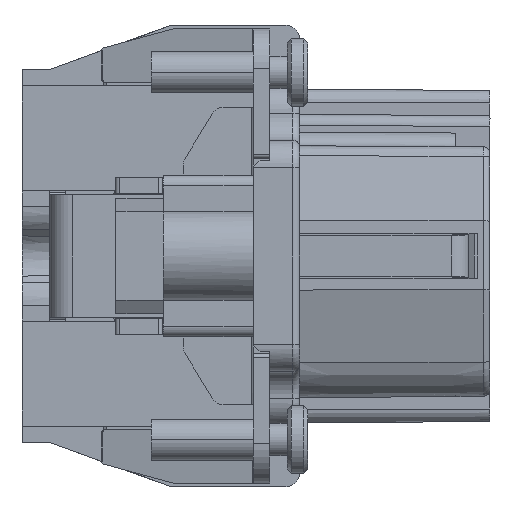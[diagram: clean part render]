
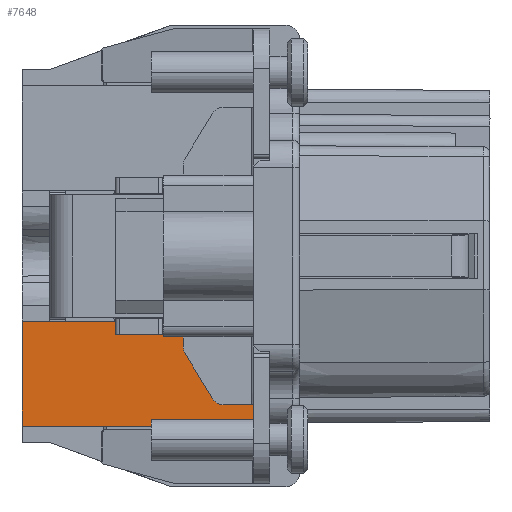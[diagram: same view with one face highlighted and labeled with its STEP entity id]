
A CAD part, left-side view. The second image highlights one B-rep face of the part: STEP entity #7648.
In plain terms, the highlighted planar face has unit normal (-1, 0, 0).
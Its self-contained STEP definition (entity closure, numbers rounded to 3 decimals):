
#7648=ADVANCED_FACE('',(#13821),#10628,.F.);
#10628=PLANE('',#75182);
#13821=FACE_OUTER_BOUND('',#17484,.T.);
#17484=EDGE_LOOP('',(#33391,#33392,#33393,#33394,#33395,#33396,#33397,#33398));
#33391=ORIENTED_EDGE('',*,*,#54936,.F.);
#33392=ORIENTED_EDGE('',*,*,#54978,.F.);
#33393=ORIENTED_EDGE('',*,*,#55002,.F.);
#33394=ORIENTED_EDGE('',*,*,#55003,.F.);
#33395=ORIENTED_EDGE('',*,*,#55004,.T.);
#33396=ORIENTED_EDGE('',*,*,#54861,.T.);
#33397=ORIENTED_EDGE('',*,*,#55005,.T.);
#33398=ORIENTED_EDGE('',*,*,#54930,.T.);
#45190=VERTEX_POINT('',#117122);
#45191=VERTEX_POINT('',#117124);
#45245=VERTEX_POINT('',#117275);
#45246=VERTEX_POINT('',#117277);
#45248=VERTEX_POINT('',#117285);
#45280=VERTEX_POINT('',#117370);
#45292=VERTEX_POINT('',#117421);
#45293=VERTEX_POINT('',#117423);
#54861=EDGE_CURVE('',#45191,#45190,#63211,.T.);
#54930=EDGE_CURVE('',#45246,#45245,#63265,.T.);
#54936=EDGE_CURVE('',#45248,#45245,#63271,.T.);
#54978=EDGE_CURVE('',#45280,#45248,#63307,.T.);
#55002=EDGE_CURVE('',#45292,#45280,#63328,.T.);
#55003=EDGE_CURVE('',#45293,#45292,#63329,.T.);
#55004=EDGE_CURVE('',#45293,#45191,#63330,.T.);
#55005=EDGE_CURVE('',#45190,#45246,#63331,.T.);
#63211=LINE('',#117123,#70555);
#63265=LINE('',#117276,#70609);
#63271=LINE('',#117286,#70615);
#63307=LINE('',#117371,#70651);
#63328=LINE('',#117420,#70672);
#63329=LINE('',#117422,#70673);
#63330=LINE('',#117424,#70674);
#63331=LINE('',#117425,#70675);
#70555=VECTOR('',#89870,1.);
#70609=VECTOR('',#89980,1.);
#70615=VECTOR('',#89988,1.);
#70651=VECTOR('',#90058,1.);
#70672=VECTOR('',#90097,1.);
#70673=VECTOR('',#90098,1.);
#70674=VECTOR('',#90099,1.);
#70675=VECTOR('',#90100,1.);
#75182=AXIS2_PLACEMENT_3D('',#117426,#90101,#90102);
#89870=DIRECTION('',(0.,1.,0.));
#89980=DIRECTION('',(0.,0.707,-0.707));
#89988=DIRECTION('',(0.,0.,1.));
#90058=DIRECTION('',(0.,-1.,0.005));
#90097=DIRECTION('',(0.,0.,1.));
#90098=DIRECTION('',(0.,1.,0.));
#90099=DIRECTION('',(0.,0.,1.));
#90100=DIRECTION('',(0.,0.,1.));
#90101=DIRECTION('',(1.,0.,0.));
#90102=DIRECTION('',(0.,1.,0.));
#117122=CARTESIAN_POINT('',(-44.9,3.4,-4.25));
#117123=CARTESIAN_POINT('',(-44.9,2.2,-4.25));
#117124=CARTESIAN_POINT('',(-44.9,2.2,-4.25));
#117275=CARTESIAN_POINT('',(-44.9,4.9,-3.95));
#117276=CARTESIAN_POINT('',(-44.9,3.4,-2.45));
#117277=CARTESIAN_POINT('',(-44.9,3.4,-2.45));
#117285=CARTESIAN_POINT('',(-44.9,4.9,-4.75));
#117286=CARTESIAN_POINT('',(-44.9,4.9,-4.75));
#117370=CARTESIAN_POINT('',(-44.9,20.4,-4.831));
#117371=CARTESIAN_POINT('',(-44.9,20.4,-4.831));
#117420=CARTESIAN_POINT('',(-44.9,20.4,-12.5));
#117421=CARTESIAN_POINT('',(-44.9,20.4,-12.5));
#117422=CARTESIAN_POINT('',(-44.9,2.2,-12.5));
#117423=CARTESIAN_POINT('',(-44.9,2.2,-12.5));
#117424=CARTESIAN_POINT('',(-44.9,2.2,-12.5));
#117425=CARTESIAN_POINT('',(-44.9,3.4,-4.25));
#117426=CARTESIAN_POINT('',(-44.9,2.2,-37.5));
